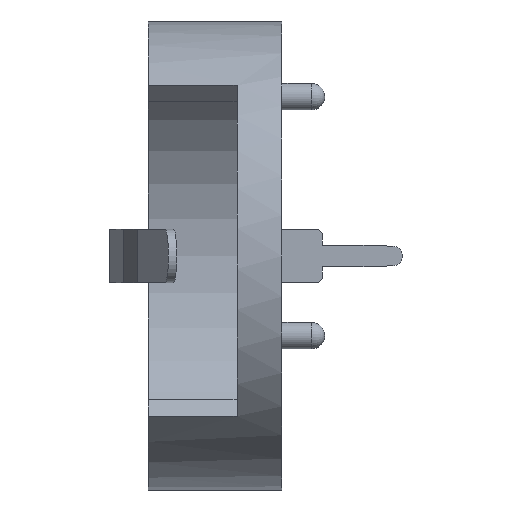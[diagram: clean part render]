
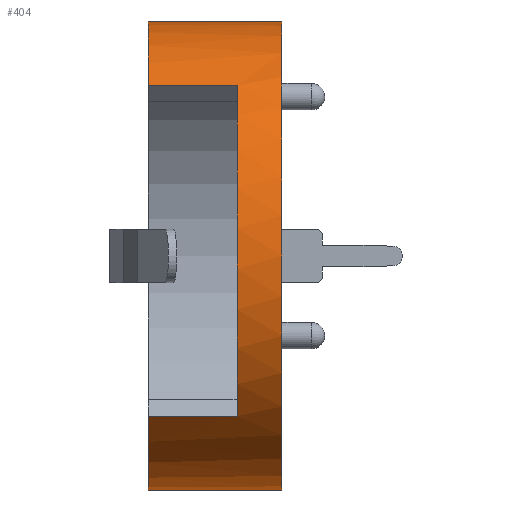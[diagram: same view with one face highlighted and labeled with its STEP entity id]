
A CAD part, left-side view. The second image highlights one B-rep face of the part: STEP entity #404.
In plain terms, the highlighted cylindrical face has radius 13.88 mm (diameter 27.76 mm), a partial arc.
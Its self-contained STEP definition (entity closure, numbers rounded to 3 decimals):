
#66 = LINE ( 'NONE', #630, #2444 ) ;
#103 = DIRECTION ( 'NONE',  ( 0., -1., 0. ) ) ;
#131 = DIRECTION ( 'NONE',  ( 0., -1., 0. ) ) ;
#133 = CIRCLE ( 'NONE', #368, 13.88 ) ;
#169 = VERTEX_POINT ( 'NONE', #753 ) ;
#202 = DIRECTION ( 'NONE',  ( 0., -1., 0. ) ) ;
#207 = VERTEX_POINT ( 'NONE', #388 ) ;
#351 = DIRECTION ( 'NONE',  ( 0., 0., 1. ) ) ;
#368 = AXIS2_PLACEMENT_3D ( 'NONE', #1002, #1679, #351 ) ;
#388 = CARTESIAN_POINT ( 'NONE',  ( 0., 7.92, -13.88 ) ) ;
#404 = ADVANCED_FACE ( 'NONE', ( #2301 ), #3924, .T. ) ;
#514 = CARTESIAN_POINT ( 'NONE',  ( -10.117, 7.92, -9.503 ) ) ;
#522 = EDGE_CURVE ( 'NONE', #207, #793, #133, .T. ) ;
#583 = VERTEX_POINT ( 'NONE', #650 ) ;
#630 = CARTESIAN_POINT ( 'NONE',  ( -9.503, 2.66, 10.117 ) ) ;
#638 = DIRECTION ( 'NONE',  ( 0., 0., 1. ) ) ;
#645 = ORIENTED_EDGE ( 'NONE', *, *, #522, .F. ) ;
#650 = CARTESIAN_POINT ( 'NONE',  ( 0., 0., -13.88 ) ) ;
#689 = CIRCLE ( 'NONE', #1400, 13.88 ) ;
#753 = CARTESIAN_POINT ( 'NONE',  ( -9.503, 2.66, 10.117 ) ) ;
#793 = VERTEX_POINT ( 'NONE', #514 ) ;
#839 = CARTESIAN_POINT ( 'NONE',  ( 0., 7.92, 13.88 ) ) ;
#1002 = CARTESIAN_POINT ( 'NONE',  ( 0., 7.92, 0. ) ) ;
#1035 = CARTESIAN_POINT ( 'NONE',  ( 0., 0., 13.88 ) ) ;
#1140 = CARTESIAN_POINT ( 'NONE',  ( 0., 0., 0. ) ) ;
#1176 = EDGE_CURVE ( 'NONE', #169, #2592, #66, .T. ) ;
#1296 = VERTEX_POINT ( 'NONE', #839 ) ;
#1302 = LINE ( 'NONE', #3443, #1782 ) ;
#1400 = AXIS2_PLACEMENT_3D ( 'NONE', #1932, #1592, #3919 ) ;
#1408 = ORIENTED_EDGE ( 'NONE', *, *, #3659, .F. ) ;
#1544 = EDGE_CURVE ( 'NONE', #583, #2666, #3754, .T. ) ;
#1572 = AXIS2_PLACEMENT_3D ( 'NONE', #4186, #202, #2581 ) ;
#1592 = DIRECTION ( 'NONE',  ( 0., 1., 0. ) ) ;
#1679 = DIRECTION ( 'NONE',  ( 0., 1., 0. ) ) ;
#1740 = EDGE_CURVE ( 'NONE', #2592, #1296, #689, .T. ) ;
#1777 = ORIENTED_EDGE ( 'NONE', *, *, #2983, .F. ) ;
#1782 = VECTOR ( 'NONE', #103, 1000. ) ;
#1836 = VERTEX_POINT ( 'NONE', #3351 ) ;
#1932 = CARTESIAN_POINT ( 'NONE',  ( 0., 7.92, 0. ) ) ;
#1952 = CARTESIAN_POINT ( 'NONE',  ( -10.117, 2.66, -9.503 ) ) ;
#1954 = DIRECTION ( 'NONE',  ( 0., 1., 0. ) ) ;
#1981 = AXIS2_PLACEMENT_3D ( 'NONE', #4030, #1954, #638 ) ;
#2094 = EDGE_CURVE ( 'NONE', #207, #583, #1302, .T. ) ;
#2301 = FACE_OUTER_BOUND ( 'NONE', #2402, .T. ) ;
#2378 = ORIENTED_EDGE ( 'NONE', *, *, #1740, .F. ) ;
#2402 = EDGE_LOOP ( 'NONE', ( #1777, #2378, #3265, #1408, #3314, #645, #3994, #3050 ) ) ;
#2444 = VECTOR ( 'NONE', #2989, 1000. ) ;
#2514 = CARTESIAN_POINT ( 'NONE',  ( 0., 7.92, 13.88 ) ) ;
#2520 = VECTOR ( 'NONE', #131, 1000. ) ;
#2581 = DIRECTION ( 'NONE',  ( 0., 0., -1. ) ) ;
#2592 = VERTEX_POINT ( 'NONE', #3600 ) ;
#2600 = EDGE_CURVE ( 'NONE', #1836, #793, #3992, .T. ) ;
#2666 = VERTEX_POINT ( 'NONE', #1035 ) ;
#2786 = VECTOR ( 'NONE', #3708, 1000. ) ;
#2983 = EDGE_CURVE ( 'NONE', #1296, #2666, #3400, .T. ) ;
#2989 = DIRECTION ( 'NONE',  ( 0., 1., 0. ) ) ;
#3050 = ORIENTED_EDGE ( 'NONE', *, *, #1544, .T. ) ;
#3265 = ORIENTED_EDGE ( 'NONE', *, *, #1176, .F. ) ;
#3272 = AXIS2_PLACEMENT_3D ( 'NONE', #1140, #3503, #3552 ) ;
#3314 = ORIENTED_EDGE ( 'NONE', *, *, #2600, .T. ) ;
#3325 = CIRCLE ( 'NONE', #1981, 13.88 ) ;
#3351 = CARTESIAN_POINT ( 'NONE',  ( -10.117, 2.66, -9.503 ) ) ;
#3400 = LINE ( 'NONE', #2514, #2520 ) ;
#3443 = CARTESIAN_POINT ( 'NONE',  ( 0., 7.92, -13.88 ) ) ;
#3503 = DIRECTION ( 'NONE',  ( 0., 1., 0. ) ) ;
#3552 = DIRECTION ( 'NONE',  ( 0., 0., 1. ) ) ;
#3600 = CARTESIAN_POINT ( 'NONE',  ( -9.503, 7.92, 10.117 ) ) ;
#3659 = EDGE_CURVE ( 'NONE', #1836, #169, #3325, .T. ) ;
#3708 = DIRECTION ( 'NONE',  ( 0., 1., 0. ) ) ;
#3754 = CIRCLE ( 'NONE', #3272, 13.88 ) ;
#3919 = DIRECTION ( 'NONE',  ( 0., 0., 1. ) ) ;
#3924 = CYLINDRICAL_SURFACE ( 'NONE', #1572, 13.88 ) ;
#3992 = LINE ( 'NONE', #1952, #2786 ) ;
#3994 = ORIENTED_EDGE ( 'NONE', *, *, #2094, .T. ) ;
#4030 = CARTESIAN_POINT ( 'NONE',  ( 0., 2.66, 0. ) ) ;
#4186 = CARTESIAN_POINT ( 'NONE',  ( 0., 7.92, 0. ) ) ;
